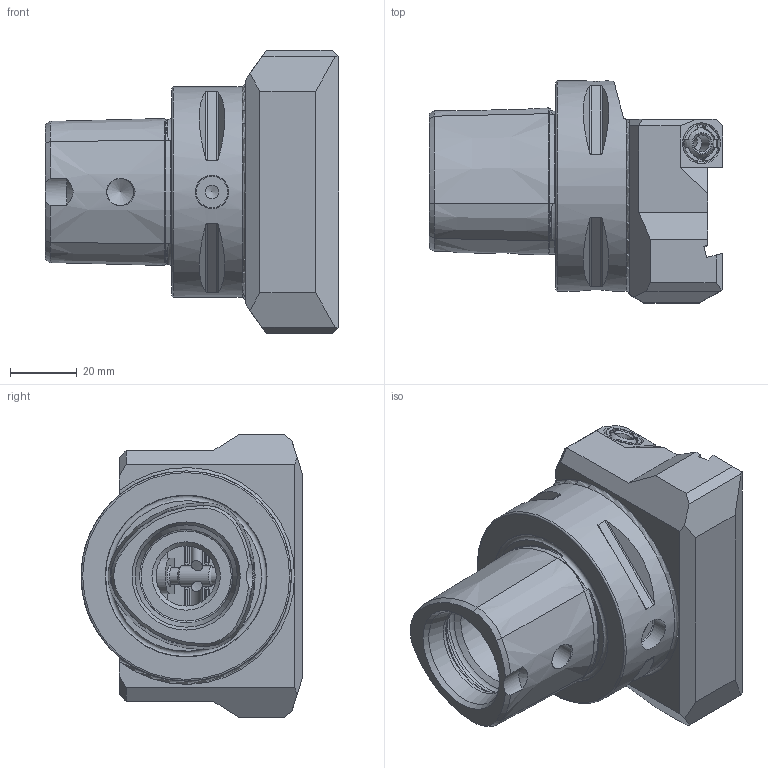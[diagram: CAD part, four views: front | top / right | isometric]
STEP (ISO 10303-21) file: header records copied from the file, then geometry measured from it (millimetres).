
FILE_DESCRIPTION (( 'STEP AP214' ), '1' );
FILE_NAME ('S6-.E2.N11.050-ECO.STEP', '2021-09-24T06:37:26', ( '' ), ( '' ), 'SwSTEP 2.0', 'SolidWorks 2017', '' );
FILE_SCHEMA (( 'AUTOMOTIVE_DESIGN' ));
Length unit declared in the file: millimetre
Products named in the file (11): KVT_MB_600_060; AE3-ER1.011.014_A; AE3-ER1.006.028_A; KU1-U12.002.010; DIN 3771 - 8x1.5; ISO 4026 - M4 x 4; KU1-U12.003.010_B; S6-.E2.N11.050-ECO; KU1-U12.002.010_A; DIN 3771 - 23x1_vorgespannt 28.5mm Nutl„nge; PS6-AE2.N11.050-ECO_A
Assembly tree (21 placements, depth 3):
  S6-.E2.N11.050-ECO
    PS6-AE2.N11.050-ECO_A
    AE3-ER1.006.028_A  x3
    AE3-ER1.011.014_A  x3
    KU1-U12.002.010  x2
      KU1-U12.003.010_B
      KU1-U12.002.010_A
      DIN 3771 - 8x1.5
    KVT_MB_600_060
    DIN 3771 - 23x1_vorgespannt 28.5mm Nutl„nge  x4
    ISO 4026 - M4 x 4  x4
Bounding box: 88.02 x 66.5 x 85 mm (x, y, z)
Volume: 194681.3 mm3; surface area: 43455.8 mm2
Topology: 23 solids, 23 shells, 548 faces, 1313 edges, 813 vertices
Faces by surface type: plane 276, cone 121, cylinder 117, torus 26, sphere 5, bspline 3
Full cylindrical faces by diameter (mm): 3 x3, 3.3 x4, 4 x4, 4.2 x4, 4.5 x3, 5 x10, 5.5 x3, 6 x9, 6.2 x3, 8.1 x2, 10 x3, 11 x2, 12 x2, 18 x1, 28 x2, 32 x1, 63 x1
Entity records: 12281 total; most frequent: CARTESIAN_POINT 3623, DIRECTION 1668, ORIENTED_EDGE 1532, EDGE_CURVE 766, AXIS2_PLACEMENT_3D 632, VERTEX_POINT 530, EDGE_LOOP 496, FACE_OUTER_BOUND 409
